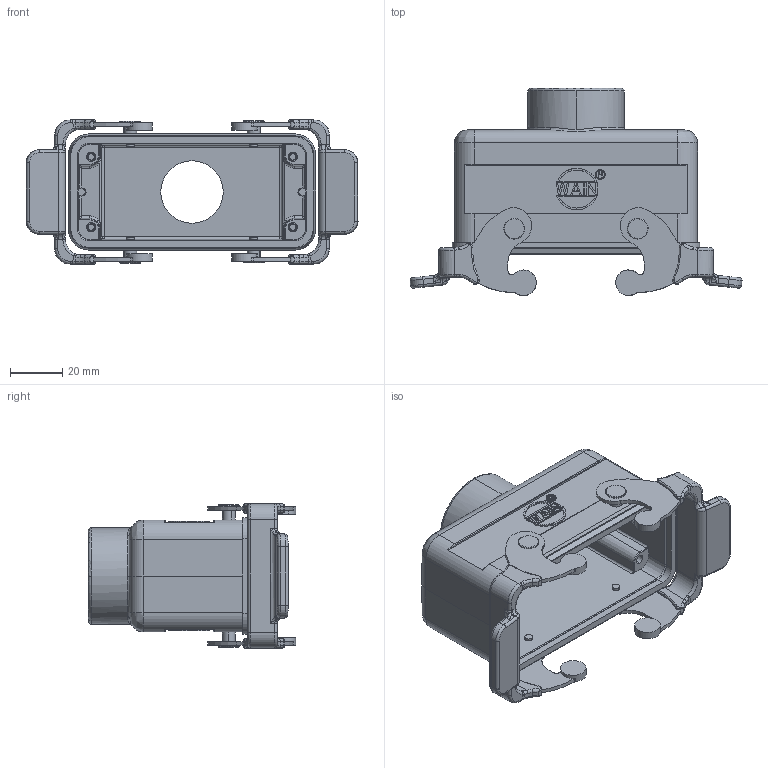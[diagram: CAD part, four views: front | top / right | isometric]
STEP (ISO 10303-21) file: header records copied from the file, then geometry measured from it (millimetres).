
FILE_DESCRIPTION((''),'2;1');
FILE_NAME('3D_1110167411004_H16B-CCT-2L_SC','2020-09-29T',('lian.chen'),(''),'PRO/ENGINEER BY PARAMETRIC TECHNOLOGY CORPORATION, 2012480','PRO/ENGINEER BY PARAMETRIC TECHNOLOGY CORPORATION, 2012480','');
FILE_SCHEMA(('AUTOMOTIVE_DESIGN { 1 0 10303 214 1 1 1 1 }'));
Length unit declared in the file: millimetre
Products named in the file (1): 3D_1110167411004_H16B-CCT-2L_SC
Bounding box: 127.67 x 79.67 x 55.41 mm (x, y, z)
Surface area: 46544.5 mm2 (no closed solid volume)
Topology: 0 solids, 1 shells, 863 faces, 2185 edges, 1322 vertices
Faces by surface type: plane 299, cylinder 266, torus 130, bspline 102, cone 52, extrusion 8, sphere 6
Entity records: 33808 total; most frequent: CARTESIAN_POINT 13755, ORIENTED_EDGE 4200, DIRECTION 4082, EDGE_CURVE 2151, AXIS2_PLACEMENT_3D 1539, VERTEX_POINT 1322, VECTOR 1004, LINE 996
